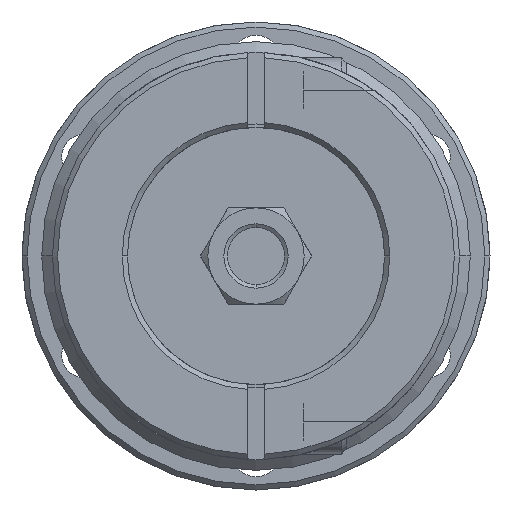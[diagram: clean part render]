
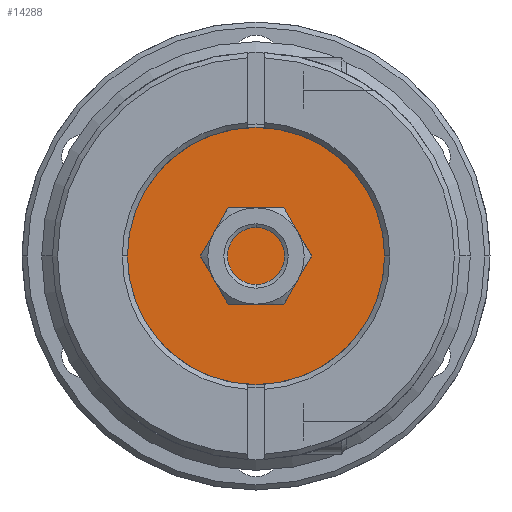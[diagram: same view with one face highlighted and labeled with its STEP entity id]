
A CAD part, left-side view. The second image highlights one B-rep face of the part: STEP entity #14288.
In plain terms, the highlighted planar face has unit normal (-1, 0, 0).
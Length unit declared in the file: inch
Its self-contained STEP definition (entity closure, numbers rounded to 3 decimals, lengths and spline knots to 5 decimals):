
#163 = DIRECTION ( 'NONE',  ( 0., 0., 1. ) ) ;
#179 = DIRECTION ( 'NONE',  ( -1., 0., 0. ) ) ;
#459 = PLANE ( 'NONE',  #5418 ) ;
#672 = CARTESIAN_POINT ( 'NONE',  ( -19.3365, 0., -0.75 ) ) ;
#1088 = CARTESIAN_POINT ( 'NONE',  ( -19.3365, 0., 0. ) ) ;
#2377 = AXIS2_PLACEMENT_3D ( 'NONE', #17745, #17761, #17760 ) ;
#2430 = AXIS2_PLACEMENT_3D ( 'NONE', #18342, #18346, #18311 ) ;
#3161 = CARTESIAN_POINT ( 'NONE',  ( -19.3365, 0., 0.75 ) ) ;
#3592 = VERTEX_POINT ( 'NONE', #3161 ) ;
#5418 = AXIS2_PLACEMENT_3D ( 'NONE', #1088, #179, #163 ) ;
#7805 = EDGE_LOOP ( 'NONE', ( #20652, #19893 ) ) ;
#10072 = FACE_OUTER_BOUND ( 'NONE', #7805, .T. ) ;
#12182 = VERTEX_POINT ( 'NONE', #672 ) ;
#12774 = CIRCLE ( 'NONE', #2377, 0.75 ) ;
#12887 = CIRCLE ( 'NONE', #2430, 0.75 ) ;
#14288 = ADVANCED_FACE ( 'NONE', ( #10072 ), #459, .T. ) ;
#17745 = CARTESIAN_POINT ( 'NONE',  ( -19.3365, 0., 0. ) ) ;
#17760 = DIRECTION ( 'NONE',  ( 0., 0., 1. ) ) ;
#17761 = DIRECTION ( 'NONE',  ( -1., 0., 0. ) ) ;
#18311 = DIRECTION ( 'NONE',  ( 0., 0., 1. ) ) ;
#18342 = CARTESIAN_POINT ( 'NONE',  ( -19.3365, 0., 0. ) ) ;
#18346 = DIRECTION ( 'NONE',  ( -1., 0., 0. ) ) ;
#19893 = ORIENTED_EDGE ( 'NONE', *, *, #20941, .T. ) ;
#20652 = ORIENTED_EDGE ( 'NONE', *, *, #20835, .T. ) ;
#20835 = EDGE_CURVE ( 'NONE', #3592, #12182, #12774, .T. ) ;
#20941 = EDGE_CURVE ( 'NONE', #12182, #3592, #12887, .T. ) ;
